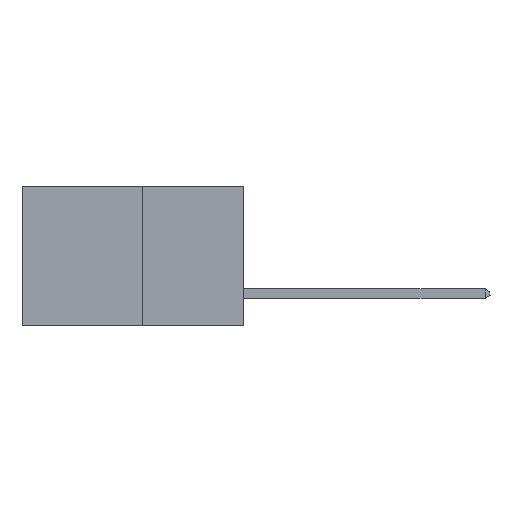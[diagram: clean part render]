
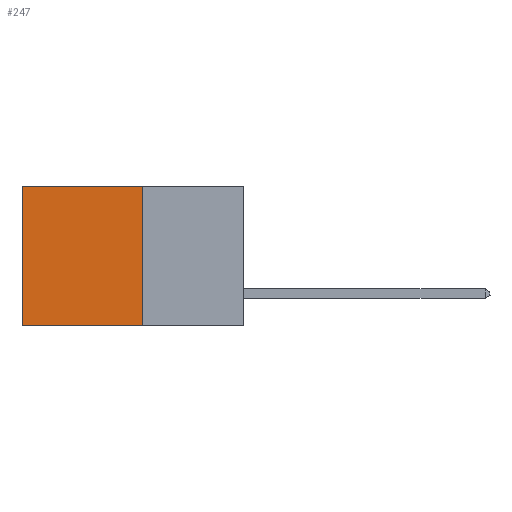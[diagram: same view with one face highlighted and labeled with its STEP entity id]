
A CAD part, left-side view. The second image highlights one B-rep face of the part: STEP entity #247.
In plain terms, the highlighted planar face has unit normal (-1, 0, 0).
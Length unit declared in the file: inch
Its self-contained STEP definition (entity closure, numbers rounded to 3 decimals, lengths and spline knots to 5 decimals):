
#195 = CARTESIAN_POINT ( 'NONE',  ( 0.277, 0.27, -0.37 ) ) ;
#247 = ADVANCED_FACE ( 'NONE', ( #2740 ), #8858, .F. ) ;
#298 = VECTOR ( 'NONE', #6874, 39.37008 ) ;
#459 = ORIENTED_EDGE ( 'NONE', *, *, #5950, .F. ) ;
#574 = CARTESIAN_POINT ( 'NONE',  ( 0.277, 0.27, -0.37 ) ) ;
#715 = DIRECTION ( 'NONE',  ( 0., 1., 0. ) ) ;
#900 = AXIS2_PLACEMENT_3D ( 'NONE', #4869, #6536, #1599 ) ;
#1599 = DIRECTION ( 'NONE',  ( 0., 0., -1. ) ) ;
#1778 = VERTEX_POINT ( 'NONE', #4069 ) ;
#1845 = DIRECTION ( 'NONE',  ( 0., 0., -1. ) ) ;
#2107 = EDGE_CURVE ( 'NONE', #8469, #8299, #8340, .T. ) ;
#2199 = LINE ( 'NONE', #574, #298 ) ;
#2392 = VECTOR ( 'NONE', #1845, 39.37008 ) ;
#2629 = LINE ( 'NONE', #6069, #2392 ) ;
#2740 = FACE_OUTER_BOUND ( 'NONE', #4983, .T. ) ;
#2858 = VECTOR ( 'NONE', #3601, 39.37008 ) ;
#3057 = LINE ( 'NONE', #5286, #2858 ) ;
#3536 = CARTESIAN_POINT ( 'NONE',  ( 0.277, 0.59, -0.37 ) ) ;
#3601 = DIRECTION ( 'NONE',  ( 0., 1., 0. ) ) ;
#3748 = CARTESIAN_POINT ( 'NONE',  ( 0.277, 0.27, -0.37 ) ) ;
#4069 = CARTESIAN_POINT ( 'NONE',  ( 0.277, 0.27, 0. ) ) ;
#4157 = VERTEX_POINT ( 'NONE', #4510 ) ;
#4510 = CARTESIAN_POINT ( 'NONE',  ( 0.277, 0.59, 0. ) ) ;
#4699 = VECTOR ( 'NONE', #715, 39.37008 ) ;
#4869 = CARTESIAN_POINT ( 'NONE',  ( 0.277, 0.27, -0.37 ) ) ;
#4983 = EDGE_LOOP ( 'NONE', ( #8235, #7816, #459, #7518 ) ) ;
#5286 = CARTESIAN_POINT ( 'NONE',  ( 0.277, 0.27, 0. ) ) ;
#5476 = EDGE_CURVE ( 'NONE', #1778, #4157, #3057, .T. ) ;
#5950 = EDGE_CURVE ( 'NONE', #1778, #8469, #2199, .T. ) ;
#6069 = CARTESIAN_POINT ( 'NONE',  ( 0.277, 0.59, -0.37 ) ) ;
#6399 = EDGE_CURVE ( 'NONE', #4157, #8299, #2629, .T. ) ;
#6536 = DIRECTION ( 'NONE',  ( 1., 0., 0. ) ) ;
#6874 = DIRECTION ( 'NONE',  ( 0., 0., -1. ) ) ;
#7518 = ORIENTED_EDGE ( 'NONE', *, *, #5476, .T. ) ;
#7816 = ORIENTED_EDGE ( 'NONE', *, *, #2107, .F. ) ;
#8235 = ORIENTED_EDGE ( 'NONE', *, *, #6399, .T. ) ;
#8299 = VERTEX_POINT ( 'NONE', #3536 ) ;
#8340 = LINE ( 'NONE', #3748, #4699 ) ;
#8469 = VERTEX_POINT ( 'NONE', #195 ) ;
#8858 = PLANE ( 'NONE',  #900 ) ;
